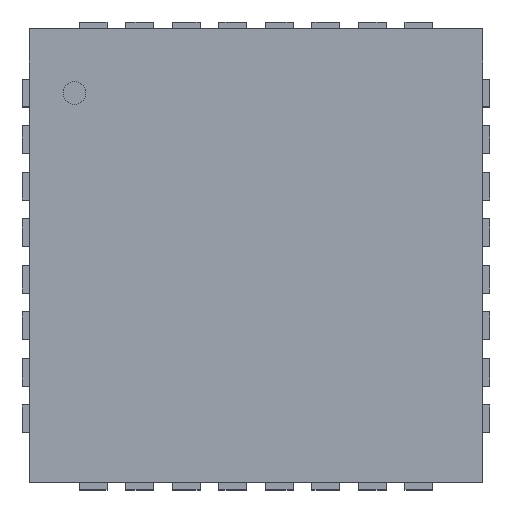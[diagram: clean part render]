
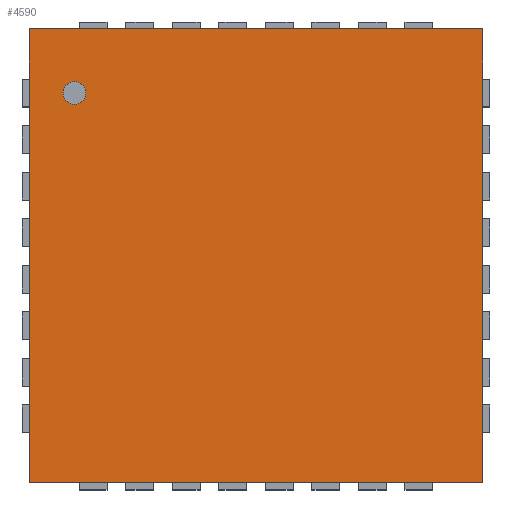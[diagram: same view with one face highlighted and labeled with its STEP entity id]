
A CAD part, top view. The second image highlights one B-rep face of the part: STEP entity #4590.
In plain terms, the highlighted planar face has unit normal (0, 0, 1).
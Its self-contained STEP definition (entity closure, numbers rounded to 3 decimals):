
#55=PLANE('',#4911);
#326=FACE_OUTER_BOUND('',#597,.T.);
#597=EDGE_LOOP('',(#3095,#3096,#3097,#3098));
#863=LINE('',#6339,#1464);
#867=LINE('',#6346,#1468);
#870=LINE('',#6352,#1471);
#872=LINE('',#6355,#1473);
#1464=VECTOR('',#5191,4.953);
#1468=VECTOR('',#5197,4.953);
#1471=VECTOR('',#5202,4.953);
#1473=VECTOR('',#5206,4.953);
#2068=VERTEX_POINT('',#6336);
#2069=VERTEX_POINT('',#6338);
#2071=VERTEX_POINT('',#6344);
#2073=VERTEX_POINT('',#6350);
#2471=EDGE_CURVE('',#2069,#2068,#863,.T.);
#2475=EDGE_CURVE('',#2068,#2071,#867,.T.);
#2478=EDGE_CURVE('',#2071,#2073,#870,.T.);
#2480=EDGE_CURVE('',#2073,#2069,#872,.T.);
#3095=ORIENTED_EDGE('',*,*,#2471,.T.);
#3096=ORIENTED_EDGE('',*,*,#2475,.T.);
#3097=ORIENTED_EDGE('',*,*,#2478,.T.);
#3098=ORIENTED_EDGE('',*,*,#2480,.T.);
#4590=ADVANCED_FACE('',(#326),#55,.T.);
#4911=AXIS2_PLACEMENT_3D('',#6357,#5209,#5210);
#5191=DIRECTION('',(1.,0.,0.));
#5197=DIRECTION('',(0.,1.,0.));
#5202=DIRECTION('',(-1.,0.,0.));
#5206=DIRECTION('',(0.,-1.,0.));
#5209=DIRECTION('center_axis',(0.,0.,1.));
#5210=DIRECTION('ref_axis',(0.,1.,0.));
#6336=CARTESIAN_POINT('',(2.476,-2.476,1.397));
#6338=CARTESIAN_POINT('',(-2.476,-2.476,1.397));
#6339=CARTESIAN_POINT('',(-2.476,-2.476,1.397));
#6344=CARTESIAN_POINT('',(2.476,2.476,1.397));
#6346=CARTESIAN_POINT('',(2.476,-2.476,1.397));
#6350=CARTESIAN_POINT('',(-2.476,2.476,1.397));
#6352=CARTESIAN_POINT('',(2.476,2.476,1.397));
#6355=CARTESIAN_POINT('',(-2.476,2.476,1.397));
#6357=CARTESIAN_POINT('Origin',(-2.476,-2.476,1.397));
